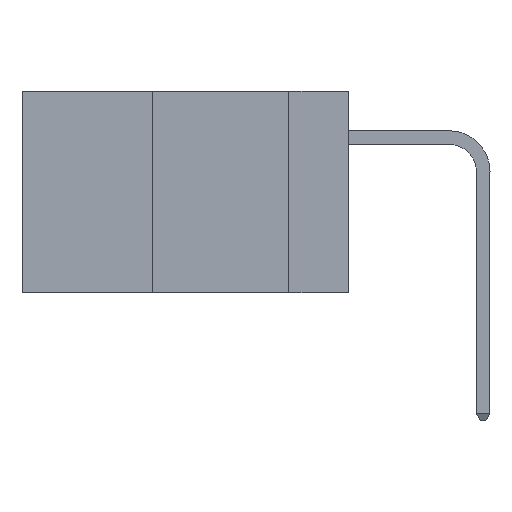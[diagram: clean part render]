
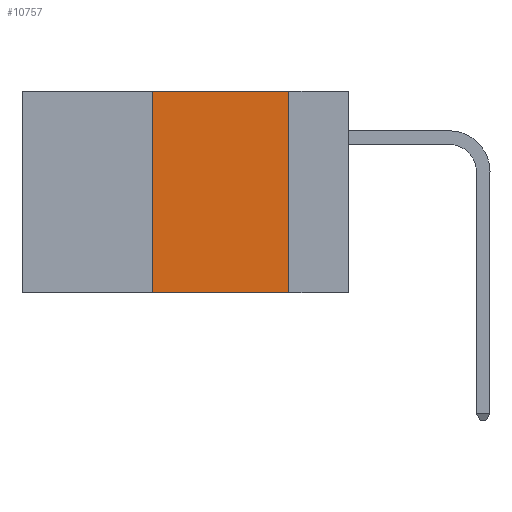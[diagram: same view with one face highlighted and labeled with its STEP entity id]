
A CAD part, left-side view. The second image highlights one B-rep face of the part: STEP entity #10757.
In plain terms, the highlighted planar face has unit normal (-1, 0, 0).
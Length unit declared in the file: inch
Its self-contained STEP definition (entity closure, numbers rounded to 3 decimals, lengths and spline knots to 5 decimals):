
#458 = CARTESIAN_POINT ( 'NONE',  ( 0., 0.36, 0. ) ) ;
#527 = PLANE ( 'NONE',  #5567 ) ;
#1659 = CARTESIAN_POINT ( 'NONE',  ( 0., 0.36, -0.37 ) ) ;
#2096 = LINE ( 'NONE', #14276, #5570 ) ;
#2518 = VECTOR ( 'NONE', #13248, 39.37008 ) ;
#2590 = EDGE_CURVE ( 'NONE', #6070, #9394, #13805, .T. ) ;
#2612 = VECTOR ( 'NONE', #4656, 39.37008 ) ;
#3473 = DIRECTION ( 'NONE',  ( 1., 0., 0. ) ) ;
#4475 = DIRECTION ( 'NONE',  ( 0., -1., 0. ) ) ;
#4656 = DIRECTION ( 'NONE',  ( 0., 0., -1. ) ) ;
#5114 = FACE_OUTER_BOUND ( 'NONE', #7764, .T. ) ;
#5567 = AXIS2_PLACEMENT_3D ( 'NONE', #16045, #3473, #13353 ) ;
#5570 = VECTOR ( 'NONE', #4475, 39.37008 ) ;
#6032 = VECTOR ( 'NONE', #11853, 39.37008 ) ;
#6070 = VERTEX_POINT ( 'NONE', #13728 ) ;
#7225 = ORIENTED_EDGE ( 'NONE', *, *, #2590, .F. ) ;
#7242 = ORIENTED_EDGE ( 'NONE', *, *, #15400, .F. ) ;
#7764 = EDGE_LOOP ( 'NONE', ( #12914, #7225, #7242, #15631 ) ) ;
#9394 = VERTEX_POINT ( 'NONE', #13743 ) ;
#10757 = ADVANCED_FACE ( 'NONE', ( #5114 ), #527, .F. ) ;
#11853 = DIRECTION ( 'NONE',  ( 0., 0., 1. ) ) ;
#12914 = ORIENTED_EDGE ( 'NONE', *, *, #14125, .F. ) ;
#13248 = DIRECTION ( 'NONE',  ( 0., -1., 0. ) ) ;
#13353 = DIRECTION ( 'NONE',  ( 0., 0., -1. ) ) ;
#13442 = LINE ( 'NONE', #458, #6032 ) ;
#13450 = VERTEX_POINT ( 'NONE', #1659 ) ;
#13728 = CARTESIAN_POINT ( 'NONE',  ( 0., 0.36, 0. ) ) ;
#13743 = CARTESIAN_POINT ( 'NONE',  ( 0., 0.11, 0. ) ) ;
#13805 = LINE ( 'NONE', #15523, #2518 ) ;
#14125 = EDGE_CURVE ( 'NONE', #9394, #17644, #17561, .T. ) ;
#14276 = CARTESIAN_POINT ( 'NONE',  ( 0., 0.6, -0.37 ) ) ;
#14356 = CARTESIAN_POINT ( 'NONE',  ( 0., 0.11, -0.37 ) ) ;
#14431 = CARTESIAN_POINT ( 'NONE',  ( 0., 0.11, 0. ) ) ;
#15400 = EDGE_CURVE ( 'NONE', #13450, #6070, #13442, .T. ) ;
#15523 = CARTESIAN_POINT ( 'NONE',  ( 0., 0.6, 0. ) ) ;
#15631 = ORIENTED_EDGE ( 'NONE', *, *, #15842, .T. ) ;
#15842 = EDGE_CURVE ( 'NONE', #13450, #17644, #2096, .T. ) ;
#16045 = CARTESIAN_POINT ( 'NONE',  ( 0., 0.6, 0. ) ) ;
#17561 = LINE ( 'NONE', #14431, #2612 ) ;
#17644 = VERTEX_POINT ( 'NONE', #14356 ) ;
